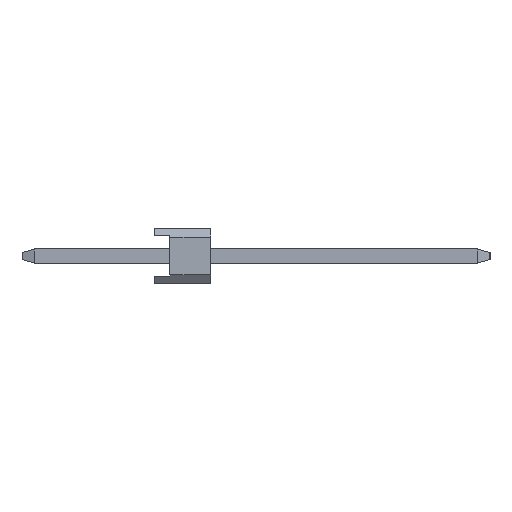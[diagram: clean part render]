
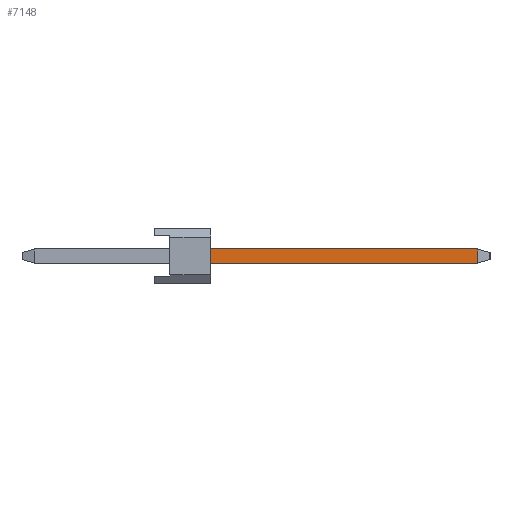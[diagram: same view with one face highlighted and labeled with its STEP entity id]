
A CAD part, left-side view. The second image highlights one B-rep face of the part: STEP entity #7148.
In plain terms, the highlighted planar face has unit normal (-1, 0, 0).
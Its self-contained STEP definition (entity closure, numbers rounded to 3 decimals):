
#2560=EDGE_CURVE('',#5026,#2730,#7492,.T.);
#2730=VERTEX_POINT('',#7677);
#4000=VERTEX_POINT('',#9076);
#4856=EDGE_CURVE('',#2730,#4000,#10021,.T.);
#5026=VERTEX_POINT('',#10207);
#5252=EDGE_CURVE('',#4000,#5910,#10453,.T.);
#5910=VERTEX_POINT('',#11193);
#6154=EDGE_CURVE('',#5910,#5026,#11461,.T.);
#7148=ADVANCED_FACE('',(#12561),#12562,.T.);
#7492=LINE('',#12964,#12965);
#7677=CARTESIAN_POINT('',(-19.37,-14.594,0.32));
#9076=CARTESIAN_POINT('',(-19.37,-14.594,-0.32));
#10021=LINE('',#16683,#16684);
#10207=CARTESIAN_POINT('',(-19.37,-2.54,0.32));
#10453=LINE('',#17313,#17314);
#11193=CARTESIAN_POINT('',(-19.37,-2.54,-0.32));
#11461=LINE('',#18723,#18724);
#12561=FACE_OUTER_BOUND('',#20290,.T.);
#12562=PLANE('',#20291);
#12964=CARTESIAN_POINT('',(-19.37,-4.59,0.32));
#12965=VECTOR('',#20750,1.0);
#16683=CARTESIAN_POINT('',(-19.37,-14.594,0.5));
#16684=VECTOR('',#23273,1.0);
#17313=CARTESIAN_POINT('',(-19.37,5.414,-0.32));
#17314=VECTOR('',#23676,1.0);
#18723=CARTESIAN_POINT('',(-19.37,-2.54,0.252));
#18724=VECTOR('',#24803,1.0);
#20290=EDGE_LOOP('',(#25966,#25967,#25968,#25969));
#20291=AXIS2_PLACEMENT_3D('',#25970,#25971,#25972);
#20750=DIRECTION('',(0.,-1.0,0.));
#23273=DIRECTION('',(0.0,0.,-1.0));
#23676=DIRECTION('',(0.,1.0,0.));
#24803=DIRECTION('',(0.,0.,1.0));
#25966=ORIENTED_EDGE('',*,*,#6154,.F.);
#25967=ORIENTED_EDGE('',*,*,#5252,.F.);
#25968=ORIENTED_EDGE('',*,*,#4856,.F.);
#25969=ORIENTED_EDGE('',*,*,#2560,.F.);
#25970=CARTESIAN_POINT('',(-19.37,5.414,0.5));
#25971=DIRECTION('',(-1.0,0.,0.));
#25972=DIRECTION('',(0.,1.0,0.));
